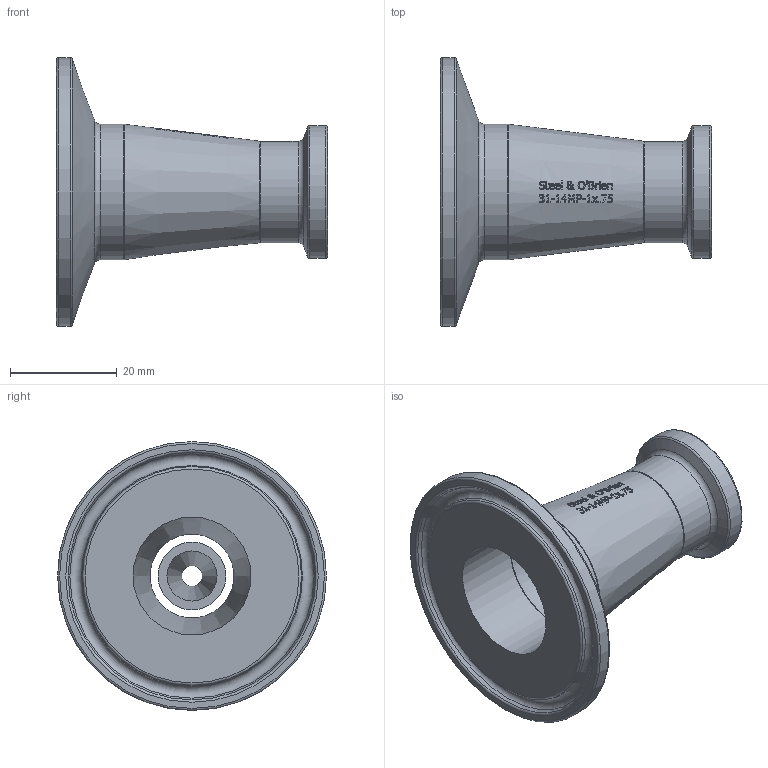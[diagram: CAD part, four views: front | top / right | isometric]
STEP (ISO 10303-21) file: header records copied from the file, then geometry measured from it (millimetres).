
FILE_DESCRIPTION(/* description */ (''),/* implementation_level */ '2;1');
FILE_NAME(/* name */ '31-14MP-1x.75.stp',/* time_stamp */ '2021-06-28T09:56:53-04:00',/* author */ ('rick'),/* organization */ (''),/* preprocessor_version */ 'ST-DEVELOPER v18',/* originating_system */ 'Autodesk Inventor 2020',/* authorisation */ '');
FILE_SCHEMA (('AUTOMOTIVE_DESIGN { 1 0 10303 214 3 1 1 }'));
Length unit declared in the file: inch
Products named in the file (1): 31-14MP-1x.75
Bounding box: 50.8 x 50.39 x 50.39 mm (x, y, z)
Volume: 13723.7 mm3; surface area: 11868.7 mm2
Topology: 2 solids, 2 shells, 430 faces, 1189 edges, 806 vertices
Faces by surface type: plane 201, bspline 162, cone 46, torus 14, cylinder 7
Full cylindrical faces by diameter (mm): 15.748 x1, 19.05 x1, 21.895 x1, 22.098 x1, 24.994 x1, 25.4 x1, 50.394 x1
Entity records: 17450 total; most frequent: CARTESIAN_POINT 7096, ORIENTED_EDGE 2378, DIRECTION 1719, EDGE_CURVE 1189, VERTEX_POINT 806, AXIS2_PLACEMENT_3D 585, LINE 549, VECTOR 549
